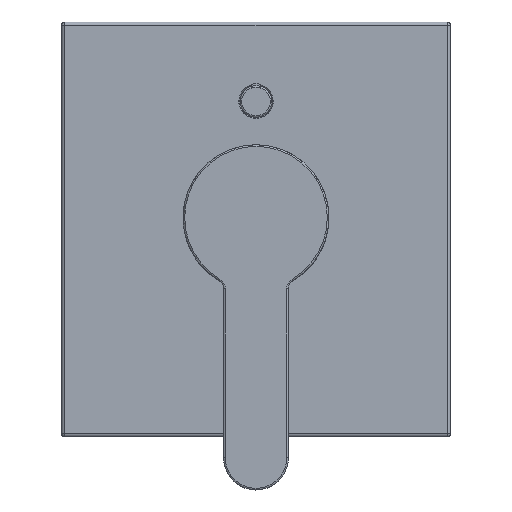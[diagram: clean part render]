
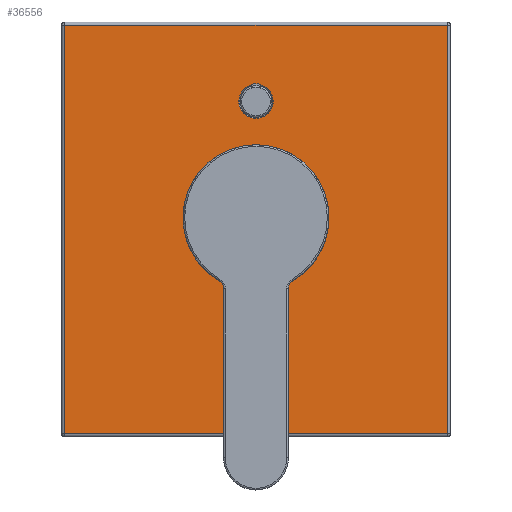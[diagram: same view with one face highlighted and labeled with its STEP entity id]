
A CAD part, top view. The second image highlights one B-rep face of the part: STEP entity #36556.
In plain terms, the highlighted planar face has unit normal (0, 0, 1).
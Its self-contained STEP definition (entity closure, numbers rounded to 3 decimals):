
#34937=DIRECTION('',(1.,0.,0.));
#34938=VECTOR('',#34937,118.);
#34939=CARTESIAN_POINT('',(-59.,-89.,7.));
#34940=LINE('',#34939,#34938);
#34946=DIRECTION('',(0.,-1.,0.));
#34947=VECTOR('',#34946,126.);
#34948=CARTESIAN_POINT('',(-59.,37.,7.));
#34949=LINE('',#34948,#34947);
#34964=CARTESIAN_POINT('',(0.,-22.5,7.));
#34965=DIRECTION('',(0.,0.,-1.));
#34966=DIRECTION('',(1.,0.,0.));
#34967=AXIS2_PLACEMENT_3D('',#34964,#34965,#34966);
#34969=CARTESIAN_POINT('',(0.,-22.5,7.));
#34970=DIRECTION('',(0.,0.,-1.));
#34971=DIRECTION('',(-1.,0.,0.));
#34972=AXIS2_PLACEMENT_3D('',#34969,#34970,#34971);
#34974=DIRECTION('',(0.,-1.,0.));
#34975=VECTOR('',#34974,0.22);
#34976=CARTESIAN_POINT('',(-1.5,-63.571,7.));
#34977=LINE('',#34976,#34975);
#34978=CARTESIAN_POINT('',(0.,-58.5,7.));
#34979=DIRECTION('',(0.,0.,1.));
#34980=DIRECTION('',(-0.273,-0.962,0.));
#34981=AXIS2_PLACEMENT_3D('',#34978,#34979,#34980);
#34983=DIRECTION('',(0.,1.,0.));
#34984=VECTOR('',#34983,0.22);
#34985=CARTESIAN_POINT('',(1.5,-63.792,7.));
#34986=LINE('',#34985,#34984);
#34987=DIRECTION('',(0.,1.,0.));
#34988=VECTOR('',#34987,0.22);
#34989=CARTESIAN_POINT('',(-1.5,18.571,7.));
#34990=LINE('',#34989,#34988);
#34991=DIRECTION('',(0.,-1.,0.));
#34992=VECTOR('',#34991,0.22);
#34993=CARTESIAN_POINT('',(1.5,18.792,7.));
#34994=LINE('',#34993,#34992);
#34995=CARTESIAN_POINT('',(0.,13.5,7.));
#34996=DIRECTION('',(0.,0.,-1.));
#34997=DIRECTION('',(-0.273,0.962,0.));
#34998=AXIS2_PLACEMENT_3D('',#34995,#34996,#34997);
#35000=DIRECTION('',(-1.,0.,0.));
#35001=VECTOR('',#35000,118.);
#35002=CARTESIAN_POINT('',(59.,37.,7.));
#35003=LINE('',#35002,#35001);
#35027=DIRECTION('',(0.,1.,0.));
#35028=VECTOR('',#35027,126.);
#35029=CARTESIAN_POINT('',(59.,-89.,7.));
#35030=LINE('',#35029,#35028);
#35505=CARTESIAN_POINT('',(0.,-58.5,7.));
#35506=DIRECTION('',(0.,0.,-1.));
#35507=DIRECTION('',(-0.284,-0.959,0.));
#35508=AXIS2_PLACEMENT_3D('',#35505,#35506,#35507);
#35944=CARTESIAN_POINT('',(0.,13.5,7.));
#35945=DIRECTION('',(0.,0.,-1.));
#35946=DIRECTION('',(0.284,0.959,0.));
#35947=AXIS2_PLACEMENT_3D('',#35944,#35945,#35946);
#36012=CARTESIAN_POINT('',(-59.,37.,7.));
#36013=CARTESIAN_POINT('',(-59.,-89.,7.));
#36014=VERTEX_POINT('',#36012);
#36015=VERTEX_POINT('',#36013);
#36018=CARTESIAN_POINT('',(59.,37.,7.));
#36019=VERTEX_POINT('',#36018);
#36020=CARTESIAN_POINT('',(59.,-89.,7.));
#36021=VERTEX_POINT('',#36020);
#36092=CARTESIAN_POINT('',(21.55,-22.5,7.));
#36093=CARTESIAN_POINT('',(-21.55,-22.5,7.));
#36094=VERTEX_POINT('',#36092);
#36095=VERTEX_POINT('',#36093);
#36164=CARTESIAN_POINT('',(-1.5,-63.571,7.));
#36165=CARTESIAN_POINT('',(-1.5,-63.792,7.));
#36166=VERTEX_POINT('',#36164);
#36167=VERTEX_POINT('',#36165);
#36168=CARTESIAN_POINT('',(1.5,-63.792,7.));
#36169=VERTEX_POINT('',#36168);
#36170=CARTESIAN_POINT('',(1.5,-63.571,7.));
#36171=VERTEX_POINT('',#36170);
#36264=CARTESIAN_POINT('',(-1.5,18.571,7.));
#36265=CARTESIAN_POINT('',(-1.5,18.792,7.));
#36266=VERTEX_POINT('',#36264);
#36267=VERTEX_POINT('',#36265);
#36268=CARTESIAN_POINT('',(1.5,18.792,7.));
#36269=VERTEX_POINT('',#36268);
#36270=CARTESIAN_POINT('',(1.5,18.571,7.));
#36271=VERTEX_POINT('',#36270);
#36517=CARTESIAN_POINT('',(0.,0.,7.));
#36518=DIRECTION('',(0.,0.,1.));
#36519=DIRECTION('',(1.,0.,0.));
#36520=AXIS2_PLACEMENT_3D('',#36517,#36518,#36519);
#36521=PLANE('',#36520);
#36522=ORIENTED_EDGE('',*,*,#36508,.F.);
#36524=ORIENTED_EDGE('',*,*,#36523,.F.);
#36526=ORIENTED_EDGE('',*,*,#36525,.F.);
#36527=ORIENTED_EDGE('',*,*,#36485,.F.);
#36528=EDGE_LOOP('',(#36522,#36524,#36526,#36527));
#36529=FACE_OUTER_BOUND('',#36528,.F.);
#36531=ORIENTED_EDGE('',*,*,#36530,.F.);
#36533=ORIENTED_EDGE('',*,*,#36532,.F.);
#36534=EDGE_LOOP('',(#36531,#36533));
#36535=FACE_BOUND('',#36534,.F.);
#36537=ORIENTED_EDGE('',*,*,#36536,.T.);
#36539=ORIENTED_EDGE('',*,*,#36538,.T.);
#36541=ORIENTED_EDGE('',*,*,#36540,.T.);
#36543=ORIENTED_EDGE('',*,*,#36542,.F.);
#36544=EDGE_LOOP('',(#36537,#36539,#36541,#36543));
#36545=FACE_BOUND('',#36544,.F.);
#36547=ORIENTED_EDGE('',*,*,#36546,.F.);
#36549=ORIENTED_EDGE('',*,*,#36548,.F.);
#36551=ORIENTED_EDGE('',*,*,#36550,.F.);
#36553=ORIENTED_EDGE('',*,*,#36552,.F.);
#36554=EDGE_LOOP('',(#36547,#36549,#36551,#36553));
#36555=FACE_BOUND('',#36554,.F.);
#36556=ADVANCED_FACE('',(#36529,#36535,#36545,#36555),#36521,.T.);
#34968=CIRCLE('',#34967,21.55);
#34973=CIRCLE('',#34972,21.55);
#34982=CIRCLE('',#34981,5.5);
#34999=CIRCLE('',#34998,5.5);
#35509=CIRCLE('',#35508,5.288);
#35948=CIRCLE('',#35947,5.288);
#36485=EDGE_CURVE('',#36015,#36021,#34940,.T.);
#36508=EDGE_CURVE('',#36014,#36015,#34949,.T.);
#36523=EDGE_CURVE('',#36019,#36014,#35003,.T.);
#36525=EDGE_CURVE('',#36021,#36019,#35030,.T.);
#36530=EDGE_CURVE('',#36094,#36095,#34968,.T.);
#36532=EDGE_CURVE('',#36095,#36094,#34973,.T.);
#36536=EDGE_CURVE('',#36166,#36167,#34977,.T.);
#36538=EDGE_CURVE('',#36167,#36169,#34982,.T.);
#36540=EDGE_CURVE('',#36169,#36171,#34986,.T.);
#36542=EDGE_CURVE('',#36166,#36171,#35509,.T.);
#36546=EDGE_CURVE('',#36266,#36267,#34990,.T.);
#36548=EDGE_CURVE('',#36271,#36266,#35948,.T.);
#36550=EDGE_CURVE('',#36269,#36271,#34994,.T.);
#36552=EDGE_CURVE('',#36267,#36269,#34999,.T.);
